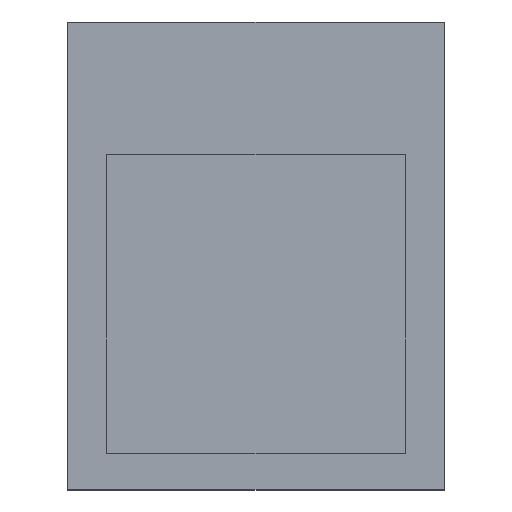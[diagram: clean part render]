
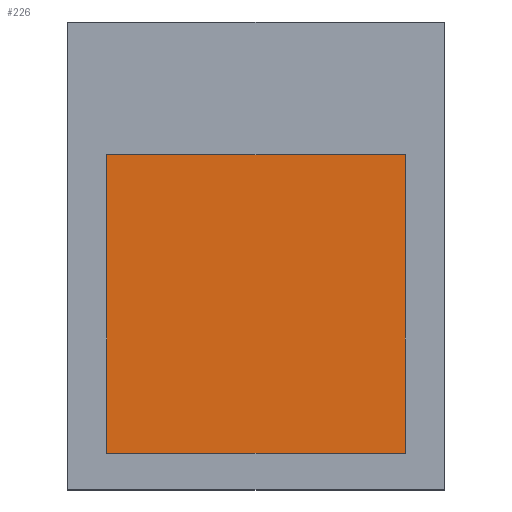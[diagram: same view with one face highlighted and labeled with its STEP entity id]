
A CAD part, top view. The second image highlights one B-rep face of the part: STEP entity #226.
In plain terms, the highlighted free-form (B-spline) face has degree [1, 1] with [2, 2] control points.
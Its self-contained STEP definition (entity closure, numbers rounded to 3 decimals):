
#20 = CARTESIAN_POINT ( 'NONE',  ( -0.575, 0.575, 0. ) ) ;
#52 = EDGE_LOOP ( 'NONE', ( #1133, #1194, #423, #812 ) ) ;
#66 = VERTEX_POINT ( 'NONE', #398 ) ;
#154 = CARTESIAN_POINT ( 'NONE',  ( 0.575, -0.575, 0. ) ) ;
#226 = ADVANCED_FACE ( 'NONE', ( #1495 ), #1232, .T. ) ;
#246 = CARTESIAN_POINT ( 'NONE',  ( -0.575, -0.575, 0. ) ) ;
#294 = CARTESIAN_POINT ( 'NONE',  ( -0.575, 0.575, 0. ) ) ;
#396 = CARTESIAN_POINT ( 'NONE',  ( 0.575, 0.575, 0. ) ) ;
#398 = CARTESIAN_POINT ( 'NONE',  ( -0.575, -0.575, 0. ) ) ;
#423 = ORIENTED_EDGE ( 'NONE', *, *, #1407, .F. ) ;
#515 = CARTESIAN_POINT ( 'NONE',  ( -0.575, 0.575, 0. ) ) ;
#626 = VERTEX_POINT ( 'NONE', #1362 ) ;
#664 = B_SPLINE_CURVE_WITH_KNOTS ( 'NONE', 1,
 ( #246, #20 ),
 .UNSPECIFIED., .F., .F.,
 ( 2, 2 ),
 ( 0., 1. ),
 .UNSPECIFIED. ) ;
#669 = CARTESIAN_POINT ( 'NONE',  ( 0.575, 0.575, 0. ) ) ;
#707 = CARTESIAN_POINT ( 'NONE',  ( 0.575, -0.575, 0. ) ) ;
#721 = EDGE_CURVE ( 'NONE', #891, #1048, #1403, .T. ) ;
#743 = CARTESIAN_POINT ( 'NONE',  ( 0.575, 0.575, 0. ) ) ;
#812 = ORIENTED_EDGE ( 'NONE', *, *, #1169, .F. ) ;
#845 = CARTESIAN_POINT ( 'NONE',  ( 0.575, 0.575, 0. ) ) ;
#891 = VERTEX_POINT ( 'NONE', #515 ) ;
#1028 = B_SPLINE_CURVE_WITH_KNOTS ( 'NONE', 1,
 ( #1255, #1240 ),
 .UNSPECIFIED., .F., .F.,
 ( 2, 2 ),
 ( 0., 1. ),
 .UNSPECIFIED. ) ;
#1048 = VERTEX_POINT ( 'NONE', #743 ) ;
#1133 = ORIENTED_EDGE ( 'NONE', *, *, #1400, .T. ) ;
#1159 = B_SPLINE_CURVE_WITH_KNOTS ( 'NONE', 1,
 ( #707, #845 ),
 .UNSPECIFIED., .F., .F.,
 ( 2, 2 ),
 ( 0., 1. ),
 .UNSPECIFIED. ) ;
#1169 = EDGE_CURVE ( 'NONE', #626, #66, #1028, .T. ) ;
#1194 = ORIENTED_EDGE ( 'NONE', *, *, #721, .F. ) ;
#1216 = CARTESIAN_POINT ( 'NONE',  ( -0.575, 0.575, 0. ) ) ;
#1232 = B_SPLINE_SURFACE_WITH_KNOTS ( 'NONE', 1, 1, ( 
 ( #1316, #294 ),
 ( #154, #669 ) ),
 .UNSPECIFIED., .F., .F., .F.,
 ( 2, 2 ),
 ( 2, 2 ),
 ( 0., 1. ),
 ( 0., 1. ),
 .UNSPECIFIED. ) ;
#1240 = CARTESIAN_POINT ( 'NONE',  ( -0.575, -0.575, 0. ) ) ;
#1255 = CARTESIAN_POINT ( 'NONE',  ( 0.575, -0.575, 0. ) ) ;
#1316 = CARTESIAN_POINT ( 'NONE',  ( -0.575, -0.575, 0. ) ) ;
#1362 = CARTESIAN_POINT ( 'NONE',  ( 0.575, -0.575, 0. ) ) ;
#1400 = EDGE_CURVE ( 'NONE', #626, #1048, #1159, .T. ) ;
#1403 = B_SPLINE_CURVE_WITH_KNOTS ( 'NONE', 1,
 ( #1216, #396 ),
 .UNSPECIFIED., .F., .F.,
 ( 2, 2 ),
 ( 0., 1. ),
 .UNSPECIFIED. ) ;
#1407 = EDGE_CURVE ( 'NONE', #66, #891, #664, .T. ) ;
#1495 = FACE_OUTER_BOUND ( 'NONE', #52, .T. ) ;
